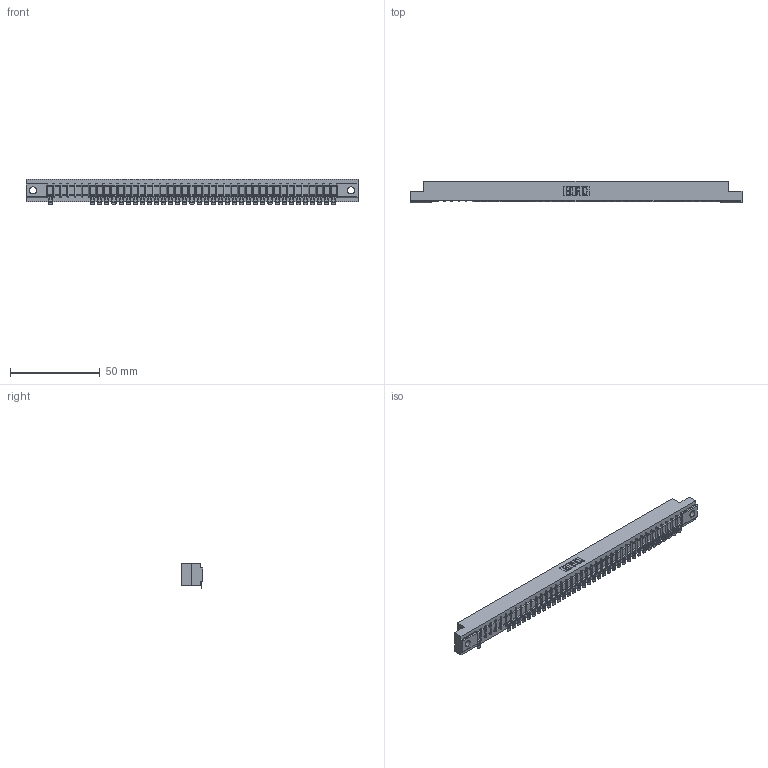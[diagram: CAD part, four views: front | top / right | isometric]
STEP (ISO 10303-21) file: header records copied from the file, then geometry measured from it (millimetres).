
FILE_DESCRIPTION (( 'STEP AP203' ), '1' );
FILE_NAME ('357-041-554-104.STEP', '2018-08-11T07:20:44', ( '' ), ( '' ), 'SwSTEP 2.0', 'SolidWorks 2016', '' );
FILE_SCHEMA (( 'CONFIG_CONTROL_DESIGN' ));
Length unit declared in the file: inch
Products named in the file (3): 307-290-002_554; 357-041-554-104; 307 Part_.156 Dia Mounting Holes
Assembly tree (37 placements, depth 2):
  357-041-554-104
    307 Part_.156 Dia Mounting Holes
    307-290-002_554  x36
Bounding box: 185.47 x 12.01 x 14.52 mm (x, y, z)
Volume: 19602.6 mm3; surface area: 23673.2 mm2
Topology: 37 solids, 37 shells, 3190 faces, 9787 edges, 6410 vertices
Faces by surface type: plane 1800, cylinder 1306, sphere 84
Entity records: 36495 total; most frequent: CARTESIAN_POINT 6183, ORIENTED_EDGE 6176, DIRECTION 6000, EDGE_CURVE 3088, VECTOR 2366, LINE 2366, VERTEX_POINT 2000, AXIS2_PLACEMENT_3D 1817
